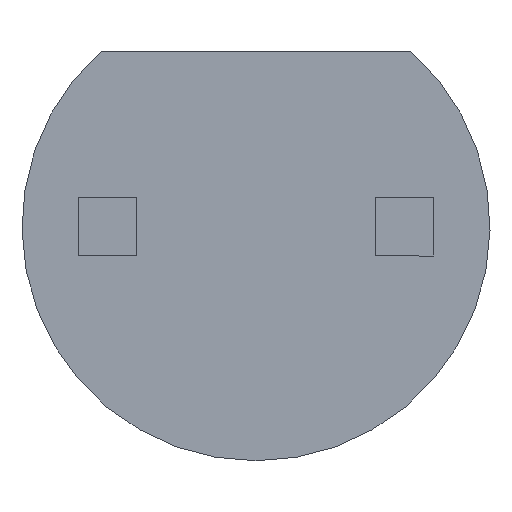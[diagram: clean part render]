
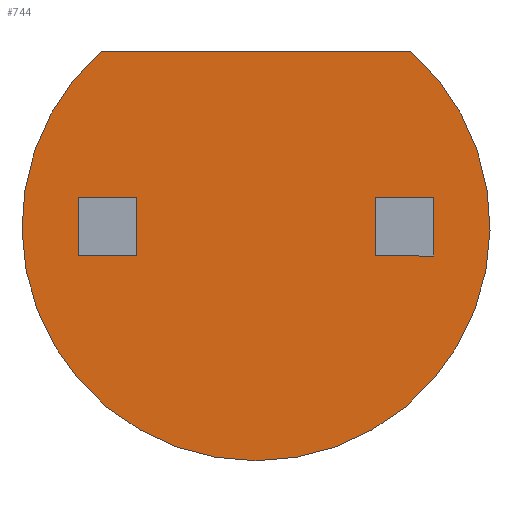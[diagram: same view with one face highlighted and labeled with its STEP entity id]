
A CAD part, front view. The second image highlights one B-rep face of the part: STEP entity #744.
In plain terms, the highlighted planar face has unit normal (0, -1, 0).
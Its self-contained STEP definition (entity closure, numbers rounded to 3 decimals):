
#84 = AXIS2_PLACEMENT_3D ( 'NONE', #838, #610, #555 ) ;
#115 = VERTEX_POINT ( 'NONE', #646 ) ;
#125 = DIRECTION ( 'NONE',  ( 0., 0., 1. ) ) ;
#155 = CIRCLE ( 'NONE', #409, 2. ) ;
#162 = CIRCLE ( 'NONE', #311, 2. ) ;
#189 = FACE_OUTER_BOUND ( 'NONE', #815, .T. ) ;
#225 = VECTOR ( 'NONE', #717, 1000. ) ;
#265 = VERTEX_POINT ( 'NONE', #866 ) ;
#278 = DIRECTION ( 'NONE',  ( 0., 1., 0. ) ) ;
#281 = DIRECTION ( 'NONE',  ( 0., 1., 0. ) ) ;
#304 = LINE ( 'NONE', #433, #225 ) ;
#311 = AXIS2_PLACEMENT_3D ( 'NONE', #693, #278, #125 ) ;
#409 = AXIS2_PLACEMENT_3D ( 'NONE', #763, #281, #485 ) ;
#433 = CARTESIAN_POINT ( 'NONE',  ( -1.323, 0., 1.5 ) ) ;
#442 = EDGE_CURVE ( 'NONE', #265, #115, #162, .T. ) ;
#465 = ORIENTED_EDGE ( 'NONE', *, *, #552, .F. ) ;
#482 = CARTESIAN_POINT ( 'NONE',  ( -1.323, 0., 1.5 ) ) ;
#485 = DIRECTION ( 'NONE',  ( 0., 0., 1. ) ) ;
#552 = EDGE_CURVE ( 'NONE', #115, #756, #155, .T. ) ;
#555 = DIRECTION ( 'NONE',  ( 0., 0., -1. ) ) ;
#602 = ORIENTED_EDGE ( 'NONE', *, *, #442, .F. ) ;
#610 = DIRECTION ( 'NONE',  ( 0., -1., 0. ) ) ;
#646 = CARTESIAN_POINT ( 'NONE',  ( 0., 0., -2. ) ) ;
#690 = PLANE ( 'NONE',  #84 ) ;
#693 = CARTESIAN_POINT ( 'NONE',  ( 0., 0., 0. ) ) ;
#717 = DIRECTION ( 'NONE',  ( 1., 0., 0. ) ) ;
#744 = ADVANCED_FACE ( 'NONE', ( #189 ), #690, .T. ) ;
#752 = ORIENTED_EDGE ( 'NONE', *, *, #876, .F. ) ;
#756 = VERTEX_POINT ( 'NONE', #482 ) ;
#763 = CARTESIAN_POINT ( 'NONE',  ( 0., 0., 0. ) ) ;
#815 = EDGE_LOOP ( 'NONE', ( #752, #465, #602 ) ) ;
#838 = CARTESIAN_POINT ( 'NONE',  ( 0., 0., 0. ) ) ;
#866 = CARTESIAN_POINT ( 'NONE',  ( 1.323, 0., 1.5 ) ) ;
#876 = EDGE_CURVE ( 'NONE', #756, #265, #304, .T. ) ;
